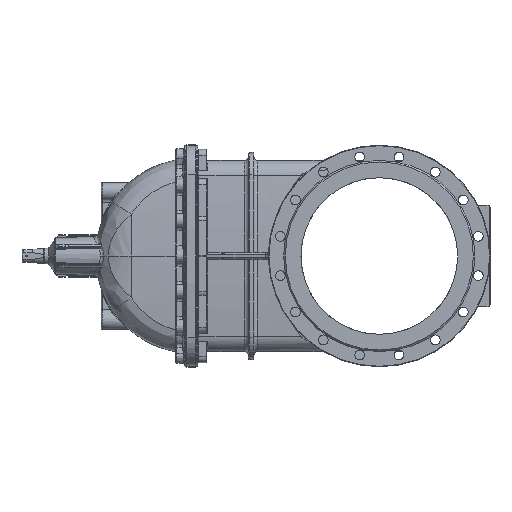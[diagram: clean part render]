
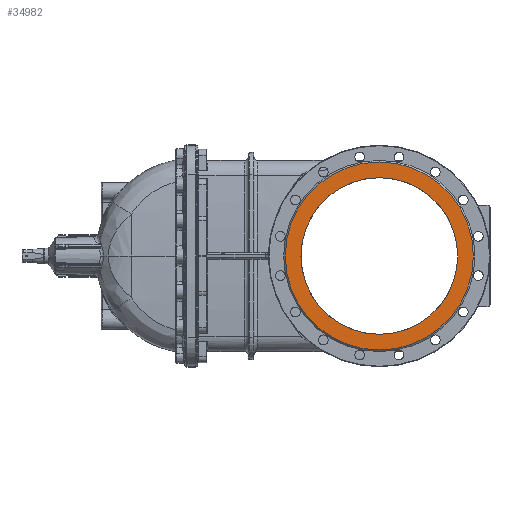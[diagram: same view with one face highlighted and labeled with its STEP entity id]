
A CAD part, left-side view. The second image highlights one B-rep face of the part: STEP entity #34982.
In plain terms, the highlighted planar face has unit normal (-1, 0, 0).
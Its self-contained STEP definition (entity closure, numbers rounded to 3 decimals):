
#55 = DIRECTION ( 'NONE',  ( -1., 0., 0. ) ) ;
#264 = AXIS2_PLACEMENT_3D ( 'NONE', #51946, #55, #33217 ) ;
#3956 = EDGE_LOOP ( 'NONE', ( #7104 ) ) ;
#6243 = VERTEX_POINT ( 'NONE', #20983 ) ;
#7104 = ORIENTED_EDGE ( 'NONE', *, *, #42341, .F. ) ;
#11693 = CARTESIAN_POINT ( 'NONE',  ( -155., 0., -240. ) ) ;
#12890 = CARTESIAN_POINT ( 'NONE',  ( -155., 0., 0. ) ) ;
#14149 = PLANE ( 'NONE',  #264 ) ;
#15879 = VERTEX_POINT ( 'NONE', #11693 ) ;
#17670 = DIRECTION ( 'NONE',  ( 0., 0., -1. ) ) ;
#20983 = CARTESIAN_POINT ( 'NONE',  ( -155., 0., -200. ) ) ;
#23279 = AXIS2_PLACEMENT_3D ( 'NONE', #12890, #45975, #17670 ) ;
#23767 = DIRECTION ( 'NONE',  ( 1., 0., 0. ) ) ;
#30522 = CIRCLE ( 'NONE', #57252, 200. ) ;
#33217 = DIRECTION ( 'NONE',  ( 0., 0., -1. ) ) ;
#34982 = ADVANCED_FACE ( 'NONE', ( #48479, #49961 ), #14149, .T. ) ;
#39109 = EDGE_CURVE ( 'NONE', #6243, #6243, #30522, .T. ) ;
#42341 = EDGE_CURVE ( 'NONE', #15879, #15879, #56361, .T. ) ;
#45607 = ORIENTED_EDGE ( 'NONE', *, *, #39109, .T. ) ;
#45975 = DIRECTION ( 'NONE',  ( 1., 0., 0. ) ) ;
#48479 = FACE_BOUND ( 'NONE', #52922, .T. ) ;
#49961 = FACE_OUTER_BOUND ( 'NONE', #3956, .T. ) ;
#51946 = CARTESIAN_POINT ( 'NONE',  ( -155., 0., 0. ) ) ;
#52056 = CARTESIAN_POINT ( 'NONE',  ( -155., 0., 0. ) ) ;
#52922 = EDGE_LOOP ( 'NONE', ( #45607 ) ) ;
#56361 = CIRCLE ( 'NONE', #23279, 240. ) ;
#56886 = DIRECTION ( 'NONE',  ( 0., 0., -1. ) ) ;
#57252 = AXIS2_PLACEMENT_3D ( 'NONE', #52056, #23767, #56886 ) ;
